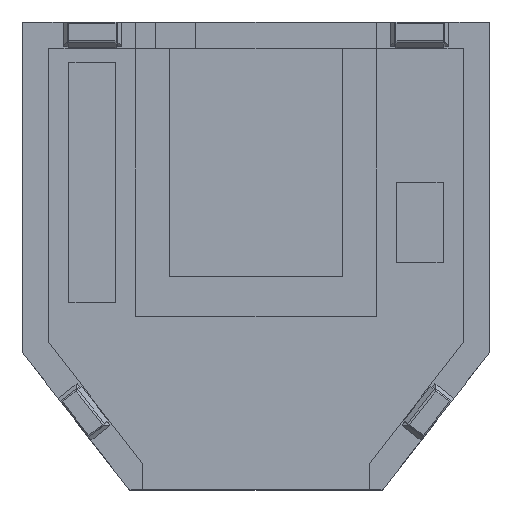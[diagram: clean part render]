
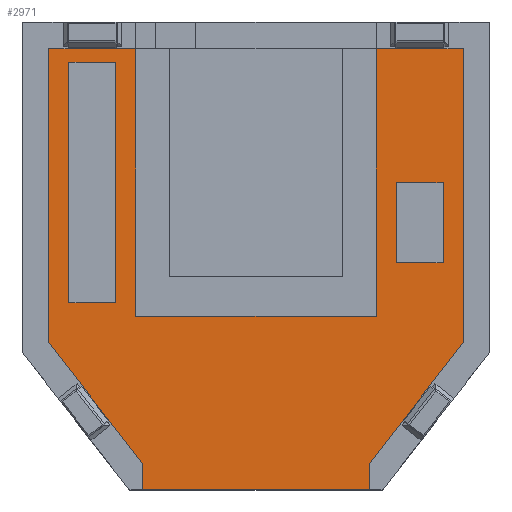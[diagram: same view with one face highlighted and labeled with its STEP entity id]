
A CAD part, top view. The second image highlights one B-rep face of the part: STEP entity #2971.
In plain terms, the highlighted planar face has unit normal (0, 0, 1).
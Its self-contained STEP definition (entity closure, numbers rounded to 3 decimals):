
#15=FACE_BOUND('',#376,.T.);
#16=FACE_BOUND('',#377,.T.);
#203=FACE_OUTER_BOUND('',#375,.T.);
#375=EDGE_LOOP('',(#2605,#2606,#2607,#2608,#2609,#2610,#2611,#2612,#2613,
#2614,#2615,#2616));
#376=EDGE_LOOP('',(#2617,#2618,#2619,#2620));
#377=EDGE_LOOP('',(#2621,#2622,#2623,#2624));
#415=LINE('',#4012,#811);
#421=LINE('',#4024,#817);
#705=LINE('',#4603,#1101);
#709=LINE('',#4611,#1105);
#713=LINE('',#4618,#1109);
#714=LINE('',#4621,#1110);
#717=LINE('',#4626,#1113);
#718=LINE('',#4629,#1114);
#729=LINE('',#4655,#1125);
#750=LINE('',#4703,#1146);
#756=LINE('',#4717,#1152);
#759=LINE('',#4722,#1155);
#765=LINE('',#4736,#1161);
#768=LINE('',#4741,#1164);
#770=LINE('',#4745,#1166);
#771=LINE('',#4747,#1167);
#773=LINE('',#4751,#1169);
#774=LINE('',#4753,#1170);
#775=LINE('',#4755,#1171);
#776=LINE('',#4756,#1172);
#811=VECTOR('',#3221,10.);
#817=VECTOR('',#3229,10.);
#1101=VECTOR('',#3781,10.);
#1105=VECTOR('',#3787,10.);
#1109=VECTOR('',#3793,10.);
#1110=VECTOR('',#3796,10.);
#1113=VECTOR('',#3801,10.);
#1114=VECTOR('',#3804,10.);
#1125=VECTOR('',#3833,10.);
#1146=VECTOR('',#3884,10.);
#1152=VECTOR('',#3894,10.);
#1155=VECTOR('',#3899,10.);
#1161=VECTOR('',#3909,10.);
#1164=VECTOR('',#3914,10.);
#1166=VECTOR('',#3918,10.);
#1167=VECTOR('',#3921,10.);
#1169=VECTOR('',#3925,10.);
#1170=VECTOR('',#3928,10.);
#1171=VECTOR('',#3931,10.);
#1172=VECTOR('',#3932,10.);
#1202=VERTEX_POINT('',#4008);
#1204=VERTEX_POINT('',#4011);
#1207=VERTEX_POINT('',#4018);
#1209=VERTEX_POINT('',#4022);
#1369=VERTEX_POINT('',#4600);
#1370=VERTEX_POINT('',#4602);
#1372=VERTEX_POINT('',#4608);
#1373=VERTEX_POINT('',#4610);
#1375=VERTEX_POINT('',#4616);
#1376=VERTEX_POINT('',#4620);
#1377=VERTEX_POINT('',#4624);
#1378=VERTEX_POINT('',#4628);
#1401=VERTEX_POINT('',#4714);
#1402=VERTEX_POINT('',#4716);
#1403=VERTEX_POINT('',#4720);
#1408=VERTEX_POINT('',#4733);
#1409=VERTEX_POINT('',#4735);
#1410=VERTEX_POINT('',#4739);
#1411=VERTEX_POINT('',#4743);
#1412=VERTEX_POINT('',#4749);
#1447=EDGE_CURVE('',#1204,#1202,#415,.T.);
#1453=EDGE_CURVE('',#1209,#1207,#421,.T.);
#1743=EDGE_CURVE('',#1370,#1369,#705,.T.);
#1747=EDGE_CURVE('',#1373,#1372,#709,.T.);
#1751=EDGE_CURVE('',#1375,#1209,#713,.T.);
#1752=EDGE_CURVE('',#1204,#1376,#714,.T.);
#1755=EDGE_CURVE('',#1377,#1372,#717,.T.);
#1756=EDGE_CURVE('',#1370,#1378,#718,.T.);
#1770=EDGE_CURVE('',#1207,#1202,#729,.T.);
#1794=EDGE_CURVE('',#1369,#1373,#750,.T.);
#1800=EDGE_CURVE('',#1402,#1401,#756,.T.);
#1803=EDGE_CURVE('',#1401,#1403,#759,.T.);
#1809=EDGE_CURVE('',#1409,#1408,#765,.T.);
#1812=EDGE_CURVE('',#1408,#1410,#768,.T.);
#1814=EDGE_CURVE('',#1403,#1411,#770,.T.);
#1815=EDGE_CURVE('',#1411,#1402,#771,.T.);
#1817=EDGE_CURVE('',#1410,#1412,#773,.T.);
#1818=EDGE_CURVE('',#1412,#1409,#774,.T.);
#1819=EDGE_CURVE('',#1376,#1377,#775,.T.);
#1820=EDGE_CURVE('',#1378,#1375,#776,.T.);
#2605=ORIENTED_EDGE('',*,*,#1747,.T.);
#2606=ORIENTED_EDGE('',*,*,#1755,.F.);
#2607=ORIENTED_EDGE('',*,*,#1819,.F.);
#2608=ORIENTED_EDGE('',*,*,#1752,.F.);
#2609=ORIENTED_EDGE('',*,*,#1447,.T.);
#2610=ORIENTED_EDGE('',*,*,#1770,.F.);
#2611=ORIENTED_EDGE('',*,*,#1453,.F.);
#2612=ORIENTED_EDGE('',*,*,#1751,.F.);
#2613=ORIENTED_EDGE('',*,*,#1820,.F.);
#2614=ORIENTED_EDGE('',*,*,#1756,.F.);
#2615=ORIENTED_EDGE('',*,*,#1743,.T.);
#2616=ORIENTED_EDGE('',*,*,#1794,.T.);
#2617=ORIENTED_EDGE('',*,*,#1818,.T.);
#2618=ORIENTED_EDGE('',*,*,#1809,.T.);
#2619=ORIENTED_EDGE('',*,*,#1812,.T.);
#2620=ORIENTED_EDGE('',*,*,#1817,.T.);
#2621=ORIENTED_EDGE('',*,*,#1815,.T.);
#2622=ORIENTED_EDGE('',*,*,#1800,.T.);
#2623=ORIENTED_EDGE('',*,*,#1803,.T.);
#2624=ORIENTED_EDGE('',*,*,#1814,.T.);
#2799=PLANE('',#3169);
#2971=ADVANCED_FACE('',(#203,#15,#16),#2799,.T.);
#3169=AXIS2_PLACEMENT_3D('',#4754,#3929,#3930);
#3221=DIRECTION('',(0.,-1.,0.));
#3229=DIRECTION('',(0.,-1.,0.));
#3781=DIRECTION('',(0.,-1.,0.));
#3787=DIRECTION('',(0.,1.,0.));
#3793=DIRECTION('',(-0.614,-0.789,0.));
#3796=DIRECTION('',(-0.614,0.789,0.));
#3801=DIRECTION('',(1.,0.,0.));
#3804=DIRECTION('',(1.,0.,0.));
#3833=DIRECTION('',(-1.,0.,0.));
#3884=DIRECTION('',(-1.,0.,0.));
#3894=DIRECTION('',(0.,1.,0.));
#3899=DIRECTION('',(1.,0.,0.));
#3909=DIRECTION('',(0.,1.,0.));
#3914=DIRECTION('',(1.,0.,0.));
#3918=DIRECTION('',(0.,-1.,0.));
#3921=DIRECTION('',(-1.,0.,0.));
#3925=DIRECTION('',(0.,-1.,0.));
#3928=DIRECTION('',(-1.,0.,0.));
#3929=DIRECTION('center_axis',(0.,0.,1.));
#3930=DIRECTION('ref_axis',(1.,0.,0.));
#3931=DIRECTION('',(0.,1.,0.));
#3932=DIRECTION('',(0.,-1.,0.));
#4008=CARTESIAN_POINT('',(9.,0.,4.));
#4011=CARTESIAN_POINT('',(9.,2.,4.));
#4012=CARTESIAN_POINT('',(9.,2.,4.));
#4018=CARTESIAN_POINT('',(26.,0.,4.));
#4022=CARTESIAN_POINT('',(26.,2.,4.));
#4024=CARTESIAN_POINT('',(26.,2.,4.));
#4600=CARTESIAN_POINT('',(26.5,13.,4.));
#4602=CARTESIAN_POINT('',(26.5,33.,4.));
#4603=CARTESIAN_POINT('',(26.5,33.,4.));
#4608=CARTESIAN_POINT('',(8.5,33.,4.));
#4610=CARTESIAN_POINT('',(8.5,13.,4.));
#4611=CARTESIAN_POINT('',(8.5,13.,4.));
#4616=CARTESIAN_POINT('',(33.,11.,4.));
#4618=CARTESIAN_POINT('',(31.654,9.269,4.));
#4620=CARTESIAN_POINT('',(2.,11.,4.));
#4621=CARTESIAN_POINT('',(6.846,4.769,4.));
#4624=CARTESIAN_POINT('',(2.,33.,4.));
#4626=CARTESIAN_POINT('',(9.75,33.,4.));
#4628=CARTESIAN_POINT('',(33.,33.,4.));
#4629=CARTESIAN_POINT('',(9.75,33.,4.));
#4655=CARTESIAN_POINT('',(4.5,0.,4.));
#4703=CARTESIAN_POINT('',(26.5,13.,4.));
#4714=CARTESIAN_POINT('',(28.,23.,4.));
#4716=CARTESIAN_POINT('',(28.,17.,4.));
#4717=CARTESIAN_POINT('',(28.,17.,4.));
#4720=CARTESIAN_POINT('',(31.5,23.,4.));
#4722=CARTESIAN_POINT('',(28.,23.,4.));
#4733=CARTESIAN_POINT('',(3.5,32.,4.));
#4735=CARTESIAN_POINT('',(3.5,14.,4.));
#4736=CARTESIAN_POINT('',(3.5,14.,4.));
#4739=CARTESIAN_POINT('',(7.,32.,4.));
#4741=CARTESIAN_POINT('',(3.5,32.,4.));
#4743=CARTESIAN_POINT('',(31.5,17.,4.));
#4745=CARTESIAN_POINT('',(31.5,23.,4.));
#4747=CARTESIAN_POINT('',(31.5,17.,4.));
#4749=CARTESIAN_POINT('',(7.,14.,4.));
#4751=CARTESIAN_POINT('',(7.,32.,4.));
#4753=CARTESIAN_POINT('',(7.,14.,4.));
#4754=CARTESIAN_POINT('Origin',(17.5,17.5,4.));
#4755=CARTESIAN_POINT('',(2.,14.25,4.));
#4756=CARTESIAN_POINT('',(33.,25.25,4.));
